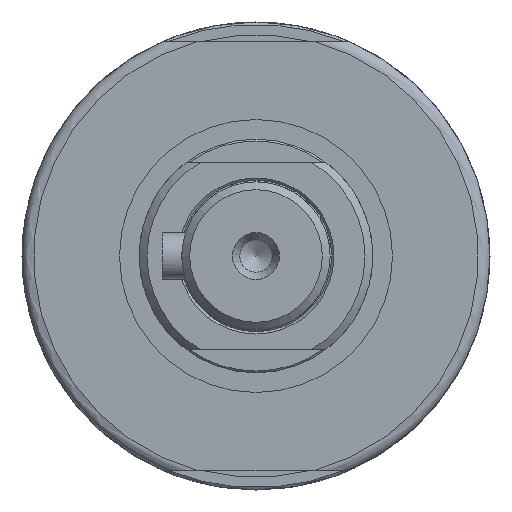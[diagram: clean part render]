
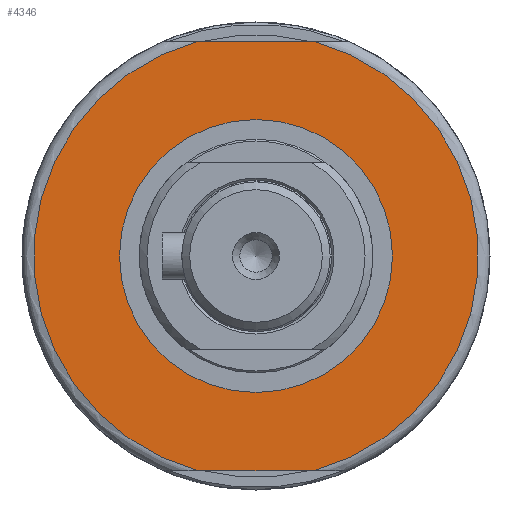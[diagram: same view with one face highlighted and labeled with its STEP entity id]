
A CAD part, left-side view. The second image highlights one B-rep face of the part: STEP entity #4346.
In plain terms, the highlighted planar face has unit normal (-1, 0, 0).
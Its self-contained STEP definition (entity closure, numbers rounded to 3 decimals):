
#380=FACE_BOUND('',#934,.T.);
#494=PLANE('',#4721);
#679=FACE_OUTER_BOUND('',#933,.T.);
#933=EDGE_LOOP('',(#3707,#3708,#3709,#3710));
#934=EDGE_LOOP('',(#3711,#3712));
#1136=CIRCLE('',#4702,17.5);
#1137=CIRCLE('',#4703,17.5);
#1147=CIRCLE('',#4716,28.5);
#1150=CIRCLE('',#4720,28.5);
#1274=LINE('',#6266,#1588);
#1279=LINE('',#6314,#1593);
#1588=VECTOR('',#5021,10.);
#1593=VECTOR('',#5028,10.);
#1926=VERTEX_POINT('',#6250);
#1927=VERTEX_POINT('',#6265);
#1934=VERTEX_POINT('',#6298);
#1935=VERTEX_POINT('',#6313);
#2156=VERTEX_POINT('',#7170);
#2157=VERTEX_POINT('',#7172);
#2339=EDGE_CURVE('',#1927,#1926,#1274,.T.);
#2348=EDGE_CURVE('',#1935,#1934,#1279,.T.);
#2694=EDGE_CURVE('',#2157,#2156,#1136,.T.);
#2695=EDGE_CURVE('',#2156,#2157,#1137,.T.);
#2707=EDGE_CURVE('',#1935,#1926,#1147,.T.);
#2710=EDGE_CURVE('',#1927,#1934,#1150,.T.);
#3707=ORIENTED_EDGE('',*,*,#2348,.T.);
#3708=ORIENTED_EDGE('',*,*,#2710,.F.);
#3709=ORIENTED_EDGE('',*,*,#2339,.T.);
#3710=ORIENTED_EDGE('',*,*,#2707,.F.);
#3711=ORIENTED_EDGE('',*,*,#2694,.T.);
#3712=ORIENTED_EDGE('',*,*,#2695,.T.);
#4346=ADVANCED_FACE('',(#679,#380),#494,.T.);
#4702=AXIS2_PLACEMENT_3D('',#7173,#5655,#5656);
#4703=AXIS2_PLACEMENT_3D('',#7174,#5657,#5658);
#4716=AXIS2_PLACEMENT_3D('',#7194,#5685,#5686);
#4720=AXIS2_PLACEMENT_3D('',#7198,#5693,#5694);
#4721=AXIS2_PLACEMENT_3D('',#7199,#5695,#5696);
#5021=DIRECTION('',(0.,-1.,0.));
#5028=DIRECTION('',(0.,1.,0.));
#5655=DIRECTION('center_axis',(1.,0.,0.));
#5656=DIRECTION('ref_axis',(0.,1.,0.));
#5657=DIRECTION('center_axis',(1.,0.,0.));
#5658=DIRECTION('ref_axis',(0.,1.,0.));
#5685=DIRECTION('center_axis',(1.,0.,0.));
#5686=DIRECTION('ref_axis',(0.,1.,0.));
#5693=DIRECTION('center_axis',(1.,0.,0.));
#5694=DIRECTION('ref_axis',(0.,1.,0.));
#5695=DIRECTION('center_axis',(-1.,0.,0.));
#5696=DIRECTION('ref_axis',(0.,0.,
1.));
#6250=CARTESIAN_POINT('',(-165.,-7.483,-27.5));
#6265=CARTESIAN_POINT('',(-165.,7.483,-27.5));
#6266=CARTESIAN_POINT('',(-165.,-1.553,-27.5));
#6298=CARTESIAN_POINT('',(-165.,7.483,27.5));
#6313=CARTESIAN_POINT('',(-165.,-7.483,27.5));
#6314=CARTESIAN_POINT('',(-165.,24.063,27.5));
#7170=CARTESIAN_POINT('',(-165.,-17.5,0.));
#7172=CARTESIAN_POINT('',(-165.,17.5,0.));
#7173=CARTESIAN_POINT('Origin',(-165.,0.,0.));
#7174=CARTESIAN_POINT('Origin',(-165.,0.,0.));
#7194=CARTESIAN_POINT('Origin',(-165.,0.,0.));
#7198=CARTESIAN_POINT('Origin',(-165.,0.,0.));
#7199=CARTESIAN_POINT('Origin',(-165.,23.,0.));
